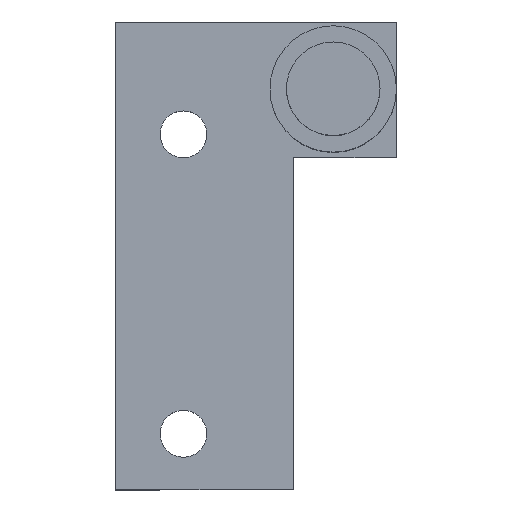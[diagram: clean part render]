
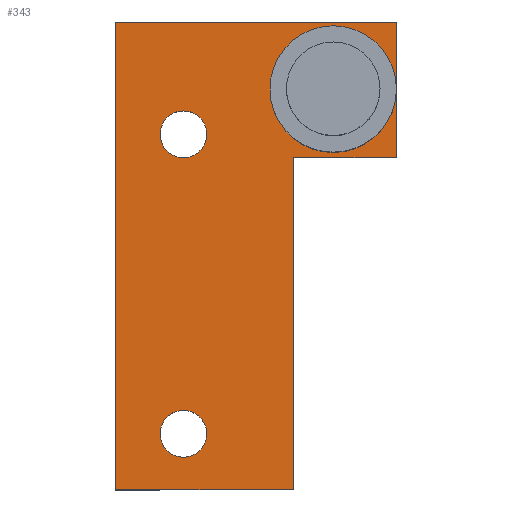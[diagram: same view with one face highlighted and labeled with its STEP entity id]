
A CAD part, top view. The second image highlights one B-rep face of the part: STEP entity #343.
In plain terms, the highlighted planar face has unit normal (0, 0, 1).
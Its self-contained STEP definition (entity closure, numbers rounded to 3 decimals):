
#3 = LINE ( 'NONE', #613, #434 ) ;
#7 = DIRECTION ( 'NONE',  ( 0., 0., -1. ) ) ;
#20 = CARTESIAN_POINT ( 'NONE',  ( 28., -4.25, 2.6 ) ) ;
#22 = AXIS2_PLACEMENT_3D ( 'NONE', #38, #437, #546 ) ;
#30 = EDGE_CURVE ( 'NONE', #325, #454, #235, .T. ) ;
#38 = CARTESIAN_POINT ( 'NONE',  ( 30.5, -36.25, 2.6 ) ) ;
#40 = EDGE_CURVE ( 'NONE', #500, #589, #261, .T. ) ;
#50 = CARTESIAN_POINT ( 'NONE',  ( 41., 0., 2.6 ) ) ;
#57 = DIRECTION ( 'NONE',  ( 0., 0., -1. ) ) ;
#61 = ORIENTED_EDGE ( 'NONE', *, *, #411, .T. ) ;
#75 = LINE ( 'NONE', #118, #110 ) ;
#82 = CARTESIAN_POINT ( 'NONE',  ( 52., 0., 2.6 ) ) ;
#89 = ORIENTED_EDGE ( 'NONE', *, *, #489, .F. ) ;
#93 = VECTOR ( 'NONE', #185, 1000. ) ;
#106 = CARTESIAN_POINT ( 'NONE',  ( 23.25, -42.25, 2.6 ) ) ;
#110 = VECTOR ( 'NONE', #427, 1000. ) ;
#112 = DIRECTION ( 'NONE',  ( -1., 0., 0. ) ) ;
#114 = EDGE_CURVE ( 'NONE', #608, #316, #414, .T. ) ;
#118 = CARTESIAN_POINT ( 'NONE',  ( 53.25, 7.75, 2.6 ) ) ;
#122 = VERTEX_POINT ( 'NONE', #50 ) ;
#130 = FACE_BOUND ( 'NONE', #620, .T. ) ;
#132 = CARTESIAN_POINT ( 'NONE',  ( 42.25, -6.75, 2.6 ) ) ;
#143 = DIRECTION ( 'NONE',  ( 1., 0., 0. ) ) ;
#145 = VERTEX_POINT ( 'NONE', #211 ) ;
#161 = VERTEX_POINT ( 'NONE', #553 ) ;
#168 = FACE_OUTER_BOUND ( 'NONE', #632, .T. ) ;
#179 = EDGE_LOOP ( 'NONE', ( #61, #270 ) ) ;
#183 = DIRECTION ( 'NONE',  ( -1., 0., 0. ) ) ;
#185 = DIRECTION ( 'NONE',  ( 0., -1., 0. ) ) ;
#188 = ORIENTED_EDGE ( 'NONE', *, *, #637, .F. ) ;
#193 = DIRECTION ( 'NONE',  ( 0., 0., 1. ) ) ;
#201 = DIRECTION ( 'NONE',  ( 1., 0., 0. ) ) ;
#211 = CARTESIAN_POINT ( 'NONE',  ( 42.25, -6.75, 2.6 ) ) ;
#215 = CARTESIAN_POINT ( 'NONE',  ( 23.25, -42.25, 2.6 ) ) ;
#217 = VERTEX_POINT ( 'NONE', #560 ) ;
#221 = CARTESIAN_POINT ( 'NONE',  ( 53.25, -6.75, 2.6 ) ) ;
#235 = CIRCLE ( 'NONE', #377, 2.5 ) ;
#237 = CARTESIAN_POINT ( 'NONE',  ( 33., -4.25, 2.6 ) ) ;
#261 = LINE ( 'NONE', #215, #488 ) ;
#270 = ORIENTED_EDGE ( 'NONE', *, *, #114, .T. ) ;
#277 = VERTEX_POINT ( 'NONE', #221 ) ;
#278 = DIRECTION ( 'NONE',  ( 0., 0., -1. ) ) ;
#281 = PLANE ( 'NONE',  #310 ) ;
#288 = CARTESIAN_POINT ( 'NONE',  ( 46.5, 0., 2.6 ) ) ;
#294 = LINE ( 'NONE', #497, #646 ) ;
#305 = CARTESIAN_POINT ( 'NONE',  ( 46.5, 0., 2.6 ) ) ;
#310 = AXIS2_PLACEMENT_3D ( 'NONE', #472, #484, #569 ) ;
#313 = DIRECTION ( 'NONE',  ( 0., 0., 1. ) ) ;
#316 = VERTEX_POINT ( 'NONE', #374 ) ;
#325 = VERTEX_POINT ( 'NONE', #20 ) ;
#329 = FACE_BOUND ( 'NONE', #375, .T. ) ;
#341 = CARTESIAN_POINT ( 'NONE',  ( 42.25, -42.25, 2.6 ) ) ;
#343 = ADVANCED_FACE ( 'NONE', ( #130, #168, #329, #534 ), #281, .F. ) ;
#351 = CIRCLE ( 'NONE', #636, 5.5 ) ;
#361 = AXIS2_PLACEMENT_3D ( 'NONE', #451, #7, #402 ) ;
#366 = ORIENTED_EDGE ( 'NONE', *, *, #430, .F. ) ;
#370 = EDGE_CURVE ( 'NONE', #161, #217, #75, .T. ) ;
#373 = ORIENTED_EDGE ( 'NONE', *, *, #616, .F. ) ;
#374 = CARTESIAN_POINT ( 'NONE',  ( 33., -36.25, 2.6 ) ) ;
#375 = EDGE_LOOP ( 'NONE', ( #654, #585 ) ) ;
#377 = AXIS2_PLACEMENT_3D ( 'NONE', #509, #57, #112 ) ;
#382 = CIRCLE ( 'NONE', #576, 2.5 ) ;
#386 = ORIENTED_EDGE ( 'NONE', *, *, #40, .F. ) ;
#402 = DIRECTION ( 'NONE',  ( -1., 0., 0. ) ) ;
#403 = ORIENTED_EDGE ( 'NONE', *, *, #370, .F. ) ;
#411 = EDGE_CURVE ( 'NONE', #316, #608, #382, .T. ) ;
#414 = CIRCLE ( 'NONE', #22, 2.5 ) ;
#423 = CARTESIAN_POINT ( 'NONE',  ( 30.5, -36.25, 2.6 ) ) ;
#427 = DIRECTION ( 'NONE',  ( 1., 0., 0. ) ) ;
#430 = EDGE_CURVE ( 'NONE', #277, #145, #436, .T. ) ;
#434 = VECTOR ( 'NONE', #601, 1000. ) ;
#436 = LINE ( 'NONE', #132, #641 ) ;
#437 = DIRECTION ( 'NONE',  ( 0., 0., -1. ) ) ;
#438 = AXIS2_PLACEMENT_3D ( 'NONE', #288, #193, #143 ) ;
#451 = CARTESIAN_POINT ( 'NONE',  ( 30.5, -4.25, 2.6 ) ) ;
#454 = VERTEX_POINT ( 'NONE', #237 ) ;
#472 = CARTESIAN_POINT ( 'NONE',  ( 46.5, 0., 2.6 ) ) ;
#481 = DIRECTION ( 'NONE',  ( -1., 0., 0. ) ) ;
#484 = DIRECTION ( 'NONE',  ( 0., 0., -1. ) ) ;
#486 = LINE ( 'NONE', #501, #93 ) ;
#488 = VECTOR ( 'NONE', #600, 1000. ) ;
#489 = EDGE_CURVE ( 'NONE', #145, #500, #486, .T. ) ;
#493 = VERTEX_POINT ( 'NONE', #82 ) ;
#497 = CARTESIAN_POINT ( 'NONE',  ( 23.25, 7.75, 2.6 ) ) ;
#500 = VERTEX_POINT ( 'NONE', #341 ) ;
#501 = CARTESIAN_POINT ( 'NONE',  ( 42.25, -42.25, 2.6 ) ) ;
#509 = CARTESIAN_POINT ( 'NONE',  ( 30.5, -4.25, 2.6 ) ) ;
#520 = ORIENTED_EDGE ( 'NONE', *, *, #557, .F. ) ;
#534 = FACE_BOUND ( 'NONE', #179, .T. ) ;
#539 = ORIENTED_EDGE ( 'NONE', *, *, #568, .F. ) ;
#546 = DIRECTION ( 'NONE',  ( -1., 0., 0. ) ) ;
#553 = CARTESIAN_POINT ( 'NONE',  ( 23.25, 7.75, 2.6 ) ) ;
#557 = EDGE_CURVE ( 'NONE', #493, #122, #621, .T. ) ;
#560 = CARTESIAN_POINT ( 'NONE',  ( 53.25, 7.75, 2.6 ) ) ;
#561 = CARTESIAN_POINT ( 'NONE',  ( 28., -36.25, 2.6 ) ) ;
#568 = EDGE_CURVE ( 'NONE', #589, #161, #294, .T. ) ;
#569 = DIRECTION ( 'NONE',  ( 1., 0., 0. ) ) ;
#576 = AXIS2_PLACEMENT_3D ( 'NONE', #423, #278, #481 ) ;
#585 = ORIENTED_EDGE ( 'NONE', *, *, #30, .T. ) ;
#587 = EDGE_CURVE ( 'NONE', #454, #325, #650, .T. ) ;
#589 = VERTEX_POINT ( 'NONE', #106 ) ;
#600 = DIRECTION ( 'NONE',  ( -1., 0., 0. ) ) ;
#601 = DIRECTION ( 'NONE',  ( 0., -1., 0. ) ) ;
#608 = VERTEX_POINT ( 'NONE', #561 ) ;
#613 = CARTESIAN_POINT ( 'NONE',  ( 53.25, -6.75, 2.6 ) ) ;
#616 = EDGE_CURVE ( 'NONE', #122, #493, #351, .T. ) ;
#620 = EDGE_LOOP ( 'NONE', ( #520, #373 ) ) ;
#621 = CIRCLE ( 'NONE', #438, 5.5 ) ;
#632 = EDGE_LOOP ( 'NONE', ( #188, #403, #539, #386, #89, #366 ) ) ;
#636 = AXIS2_PLACEMENT_3D ( 'NONE', #305, #313, #201 ) ;
#637 = EDGE_CURVE ( 'NONE', #217, #277, #3, .T. ) ;
#641 = VECTOR ( 'NONE', #183, 1000. ) ;
#646 = VECTOR ( 'NONE', #653, 1000. ) ;
#650 = CIRCLE ( 'NONE', #361, 2.5 ) ;
#653 = DIRECTION ( 'NONE',  ( 0., 1., 0. ) ) ;
#654 = ORIENTED_EDGE ( 'NONE', *, *, #587, .T. ) ;
